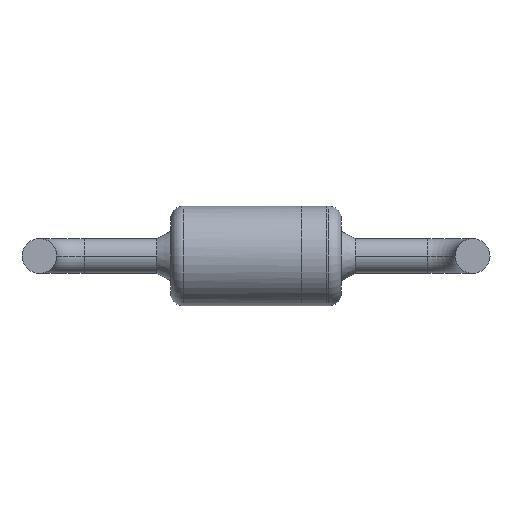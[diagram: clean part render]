
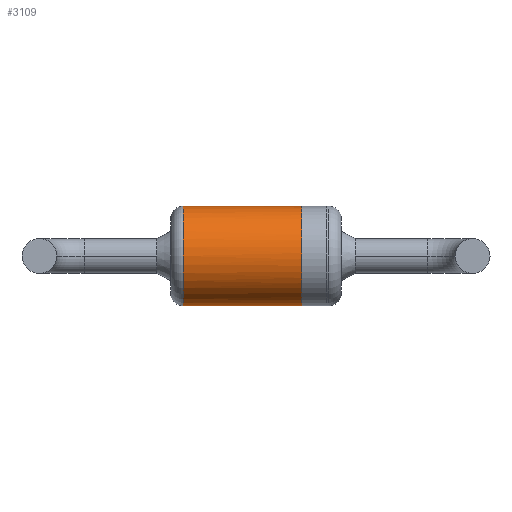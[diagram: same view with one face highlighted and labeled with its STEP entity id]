
A CAD part, front view. The second image highlights one B-rep face of the part: STEP entity #3109.
In plain terms, the highlighted cylindrical face has radius 1.02 mm (diameter 2.04 mm), a partial arc.
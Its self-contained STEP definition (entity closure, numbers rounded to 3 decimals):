
#89 = DIRECTION ( 'NONE',  ( 0., 0., 1. ) ) ;
#130 = CARTESIAN_POINT ( 'NONE',  ( 5.381, 1.506, 0.891 ) ) ;
#204 = CARTESIAN_POINT ( 'NONE',  ( 5.381, 2.02, -1.02 ) ) ;
#235 = VERTEX_POINT ( 'NONE', #3132 ) ;
#291 = EDGE_LOOP ( 'NONE', ( #2864, #4493, #4055, #3922 ) ) ;
#377 = CARTESIAN_POINT ( 'NONE',  ( 5.381, 2.02, 1.02 ) ) ;
#463 = AXIS2_PLACEMENT_3D ( 'NONE', #4383, #1631, #89 ) ;
#521 = CARTESIAN_POINT ( 'NONE',  ( 5.381, 1.506, -0.891 ) ) ;
#567 = LINE ( 'NONE', #4101, #1933 ) ;
#946 = CARTESIAN_POINT ( 'NONE',  ( 5.381, 1.393, 0.816 ) ) ;
#1359 = CARTESIAN_POINT ( 'NONE',  ( 5.381, 1., -0.134 ) ) ;
#1631 = DIRECTION ( 'NONE',  ( -1., 0., 0. ) ) ;
#1697 = CARTESIAN_POINT ( 'NONE',  ( 5.381, 1.027, 0.267 ) ) ;
#1757 = CARTESIAN_POINT ( 'NONE',  ( 5.381, 1.129, -0.514 ) ) ;
#1883 = CARTESIAN_POINT ( 'NONE',  ( 2.95, 2.02, -1.02 ) ) ;
#1933 = VECTOR ( 'NONE', #4051, 1000. ) ;
#2027 = EDGE_CURVE ( 'NONE', #3731, #4552, #2982, .T. ) ;
#2034 = CARTESIAN_POINT ( 'NONE',  ( 5.381, 1.204, 0.627 ) ) ;
#2061 = CARTESIAN_POINT ( 'NONE',  ( 5.381, 1.886, 1.02 ) ) ;
#2157 = CARTESIAN_POINT ( 'NONE',  ( 5.381, 2.02, -1.02 ) ) ;
#2252 = DIRECTION ( 'NONE',  ( 0., 0., 1. ) ) ;
#2402 = AXIS2_PLACEMENT_3D ( 'NONE', #3801, #2992, #2252 ) ;
#2426 = CARTESIAN_POINT ( 'NONE',  ( 5.381, 1.753, -0.993 ) ) ;
#2444 = CARTESIAN_POINT ( 'NONE',  ( 5.381, 1.027, -0.267 ) ) ;
#2497 = CARTESIAN_POINT ( 'NONE',  ( 5.381, 1.753, 0.993 ) ) ;
#2569 = CYLINDRICAL_SURFACE ( 'NONE', #2402, 1.02 ) ;
#2592 = DIRECTION ( 'NONE',  ( -1., 0., 0. ) ) ;
#2817 = CARTESIAN_POINT ( 'NONE',  ( 5.381, 1.129, 0.514 ) ) ;
#2841 = CARTESIAN_POINT ( 'NONE',  ( 5.381, 1.886, -1.02 ) ) ;
#2864 = ORIENTED_EDGE ( 'NONE', *, *, #3980, .F. ) ;
#2975 = CIRCLE ( 'NONE', #463, 1.02 ) ;
#2982 = B_SPLINE_CURVE_WITH_KNOTS ( 'NONE', 3,
 ( #204, #2841, #2426, #521, #4391, #4414, #1757, #2444, #1359, #4465, #1697, #2817, #2034, #946, #130, #2497, #2061, #3244 ),
 .UNSPECIFIED., .F., .F.,
 ( 4, 2, 2, 2, 2, 2, 2, 2, 4 ),
 ( 0.5, 0.563, 0.625, 0.688, 0.75, 0.813, 0.875, 0.938, 1. ),
 .UNSPECIFIED. ) ;
#2992 = DIRECTION ( 'NONE',  ( -1., 0., 0. ) ) ;
#3109 = ADVANCED_FACE ( 'NONE', ( #4879 ), #2569, .T. ) ;
#3132 = CARTESIAN_POINT ( 'NONE',  ( 2.95, 2.02, 1.02 ) ) ;
#3244 = CARTESIAN_POINT ( 'NONE',  ( 5.381, 2.02, 1.02 ) ) ;
#3373 = CARTESIAN_POINT ( 'NONE',  ( 2.41, 2.02, 1.02 ) ) ;
#3731 = VERTEX_POINT ( 'NONE', #2157 ) ;
#3801 = CARTESIAN_POINT ( 'NONE',  ( 2.41, 2.02, 0. ) ) ;
#3922 = ORIENTED_EDGE ( 'NONE', *, *, #4198, .F. ) ;
#3980 = EDGE_CURVE ( 'NONE', #3731, #4093, #567, .T. ) ;
#4028 = EDGE_CURVE ( 'NONE', #4552, #235, #4536, .T. ) ;
#4051 = DIRECTION ( 'NONE',  ( -1., 0., 0. ) ) ;
#4055 = ORIENTED_EDGE ( 'NONE', *, *, #4028, .T. ) ;
#4093 = VERTEX_POINT ( 'NONE', #1883 ) ;
#4101 = CARTESIAN_POINT ( 'NONE',  ( 2.41, 2.02, -1.02 ) ) ;
#4198 = EDGE_CURVE ( 'NONE', #4093, #235, #2975, .T. ) ;
#4383 = CARTESIAN_POINT ( 'NONE',  ( 2.95, 2.02, 0. ) ) ;
#4391 = CARTESIAN_POINT ( 'NONE',  ( 5.381, 1.393, -0.816 ) ) ;
#4414 = CARTESIAN_POINT ( 'NONE',  ( 5.381, 1.204, -0.627 ) ) ;
#4465 = CARTESIAN_POINT ( 'NONE',  ( 5.381, 1., 0.134 ) ) ;
#4493 = ORIENTED_EDGE ( 'NONE', *, *, #2027, .T. ) ;
#4536 = LINE ( 'NONE', #3373, #4863 ) ;
#4552 = VERTEX_POINT ( 'NONE', #377 ) ;
#4863 = VECTOR ( 'NONE', #2592, 1000. ) ;
#4879 = FACE_OUTER_BOUND ( 'NONE', #291, .T. ) ;
